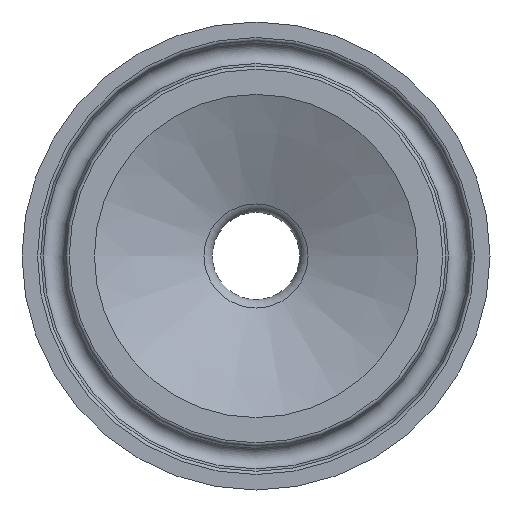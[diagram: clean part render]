
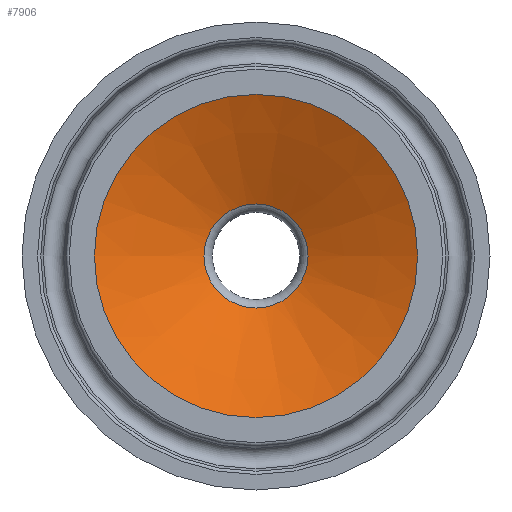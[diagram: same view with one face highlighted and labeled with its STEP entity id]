
A CAD part, left-side view. The second image highlights one B-rep face of the part: STEP entity #7906.
In plain terms, the highlighted conical face has half-angle 66 degrees and reference radius 11.049 mm.
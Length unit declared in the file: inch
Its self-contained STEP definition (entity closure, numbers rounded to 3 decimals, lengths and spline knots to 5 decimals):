
#14=CONICAL_SURFACE('',#8427,0.435,1.152);
#905=FACE_OUTER_BOUND('',#1378,.T.);
#1378=EDGE_LOOP('',(#7290,#7291,#7292,#7293,#7294,#7295,#7296));
#1599=CIRCLE('',#8422,0.2206);
#1600=CIRCLE('',#8423,0.2206);
#1601=CIRCLE('',#8424,0.2206);
#1604=CIRCLE('',#8428,0.685);
#1605=CIRCLE('',#8429,0.685);
#2185=LINE('',#17417,#2728);
#2728=VECTOR('',#9996,0.435);
#3833=VERTEX_POINT('',#17402);
#3834=VERTEX_POINT('',#17404);
#3835=VERTEX_POINT('',#17406);
#3837=VERTEX_POINT('',#17413);
#3838=VERTEX_POINT('',#17414);
#4998=EDGE_CURVE('',#3833,#3834,#1599,.T.);
#4999=EDGE_CURVE('',#3834,#3835,#1600,.T.);
#5000=EDGE_CURVE('',#3835,#3833,#1601,.T.);
#5003=EDGE_CURVE('',#3837,#3838,#1604,.T.);
#5004=EDGE_CURVE('',#3838,#3837,#1605,.T.);
#5005=EDGE_CURVE('',#3838,#3835,#2185,.T.);
#7290=ORIENTED_EDGE('',*,*,#5003,.F.);
#7291=ORIENTED_EDGE('',*,*,#5004,.F.);
#7292=ORIENTED_EDGE('',*,*,#5005,.T.);
#7293=ORIENTED_EDGE('',*,*,#4999,.F.);
#7294=ORIENTED_EDGE('',*,*,#4998,.F.);
#7295=ORIENTED_EDGE('',*,*,#5000,.F.);
#7296=ORIENTED_EDGE('',*,*,#5005,.F.);
#7906=ADVANCED_FACE('',(#905),#14,.F.);
#8422=AXIS2_PLACEMENT_3D('',#17405,#9980,#9981);
#8423=AXIS2_PLACEMENT_3D('',#17407,#9982,#9983);
#8424=AXIS2_PLACEMENT_3D('',#17408,#9984,#9985);
#8427=AXIS2_PLACEMENT_3D('',#17412,#9990,#9991);
#8428=AXIS2_PLACEMENT_3D('',#17415,#9992,#9993);
#8429=AXIS2_PLACEMENT_3D('',#17416,#9994,#9995);
#9980=DIRECTION('center_axis',(-1.,0.,0.));
#9981=DIRECTION('ref_axis',(0.,1.,0.));
#9982=DIRECTION('center_axis',(-1.,0.,0.));
#9983=DIRECTION('ref_axis',(0.,1.,0.));
#9984=DIRECTION('center_axis',(-1.,0.,0.));
#9985=DIRECTION('ref_axis',(0.,1.,0.));
#9990=DIRECTION('center_axis',(-1.,0.,0.));
#9991=DIRECTION('ref_axis',(0.,-1.,0.));
#9992=DIRECTION('center_axis',(1.,0.,0.));
#9993=DIRECTION('ref_axis',(0.,-1.,0.));
#9994=DIRECTION('center_axis',(1.,0.,0.));
#9995=DIRECTION('ref_axis',(0.,-1.,0.));
#9996=DIRECTION('',(0.407,-0.914,0.));
#17402=CARTESIAN_POINT('',(0.20677,0.,-0.2206));
#17404=CARTESIAN_POINT('',(0.20677,-0.2206,0.));
#17405=CARTESIAN_POINT('Origin',(0.20677,0.,0.));
#17406=CARTESIAN_POINT('',(0.20677,0.2206,0.));
#17407=CARTESIAN_POINT('Origin',(0.20677,0.,0.));
#17408=CARTESIAN_POINT('Origin',(0.20677,0.,0.));
#17412=CARTESIAN_POINT('Origin',(0.11131,0.,0.));
#17413=CARTESIAN_POINT('',(0.,-0.685,0.));
#17414=CARTESIAN_POINT('',(0.,0.685,0.));
#17415=CARTESIAN_POINT('Origin',(0.,0.,0.));
#17416=CARTESIAN_POINT('Origin',(0.,0.,0.));
#17417=CARTESIAN_POINT('',(0.11131,0.435,0.));
